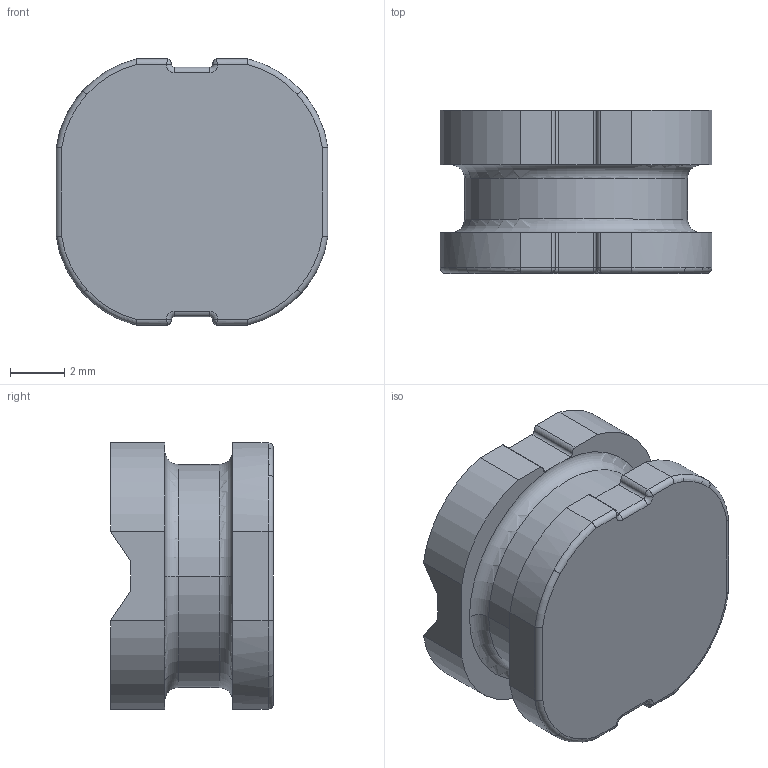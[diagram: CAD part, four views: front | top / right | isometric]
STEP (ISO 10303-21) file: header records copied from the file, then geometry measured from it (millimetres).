
FILE_DESCRIPTION(('STEP AP214'),'1');
FILE_NAME('srn1060-330m.stp','2017-04-27T13:34:20',('TraceParts'),('TraceParts S.A.'),'Spatial InterOp 3D',' ',' ');
FILE_SCHEMA(('automotive_design'));
Length unit declared in the file: millimetre
Products named in the file (1): srn1060-330m
Bounding box: 10 x 6 x 9.8 mm (x, y, z)
Volume: 419.1 mm3; surface area: 409 mm2
Topology: 1 solids, 1 shells, 84 faces, 217 edges, 134 vertices
Faces by surface type: cylinder 34, plane 26, torus 20, bspline 4
Entity records: 2785 total; most frequent: CARTESIAN_POINT 711, DIRECTION 452, ORIENTED_EDGE 432, EDGE_CURVE 216, AXIS2_PLACEMENT_3D 179, VERTEX_POINT 134, CIRCLE 98, LINE 94
